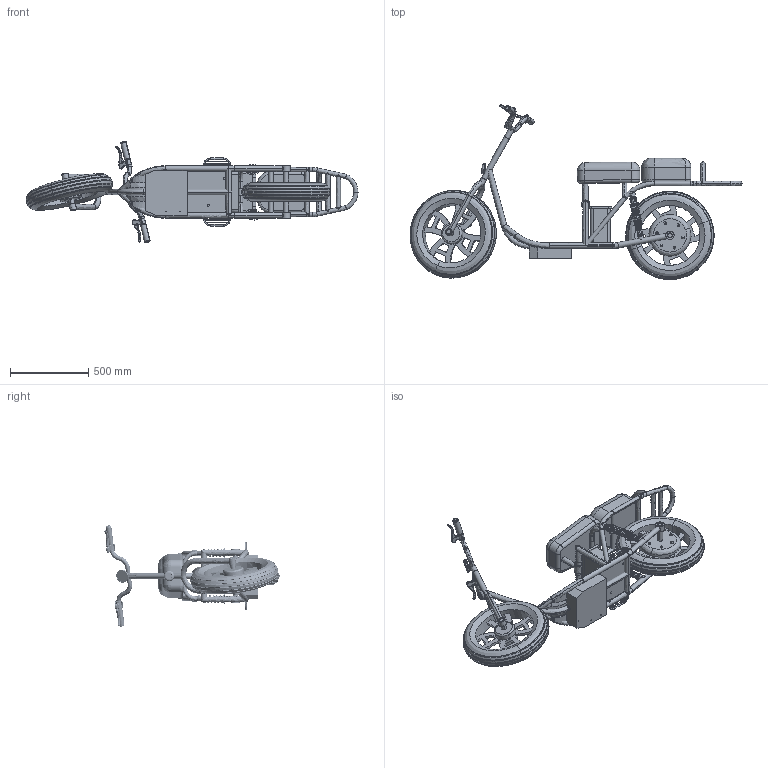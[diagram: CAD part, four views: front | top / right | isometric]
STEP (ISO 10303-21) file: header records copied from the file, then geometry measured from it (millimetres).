
FILE_DESCRIPTION(('FreeCAD Model'),'2;1');
FILE_NAME('Open CASCADE Shape Model','2025-05-05T07:39:54',('FreeCAD'),( 'FreeCAD'),'Open CASCADE STEP processor 7.6','FreeCAD','Unknown');
FILE_SCHEMA(('AUTOMOTIVE_DESIGN { 1 0 10303 214 1 1 1 1 }'));
Products named in the file (1): Open CASCADE STEP translator 7.6 1
Bounding box: 2124.34 x 1120.59 x 647.02 mm (x, y, z)
Volume: 73285565.3 mm3; surface area: 5655215.9 mm2
Topology: 117 solids, 119 shells, 3073 faces, 7834 edges, 5033 vertices
Faces by surface type: bspline 3073
Entity records: 187203 total; most frequent: CARTESIAN_POINT 142844, ORIENTED_EDGE 15628, EDGE_CURVE 7814, VERTEX_POINT 5033, B_SPLINE_CURVE_WITH_KNOTS 4355, FACE_BOUND 3403, EDGE_LOOP 3403, ADVANCED_FACE 3073
